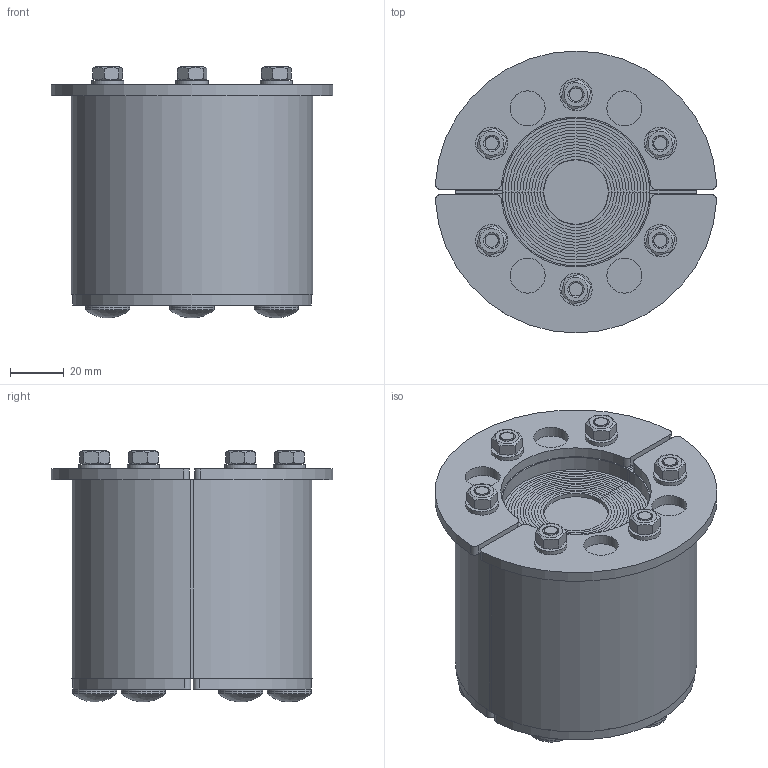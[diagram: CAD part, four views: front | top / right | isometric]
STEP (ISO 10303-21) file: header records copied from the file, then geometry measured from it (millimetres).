
FILE_DESCRIPTION((''),'2;1');
FILE_NAME('RSUG90.stp','2016-02-05T08:39:31',('se-mareng'),(''),'Autodesk Inventor 2013','Autodesk Inventor 2013','');
FILE_SCHEMA(('AUTOMOTIVE_DESIGN { 1 0 10303 214 1 1 1 1 }'));
Length unit declared in the file: millimetre
Products named in the file (11): 100-055665; 100-055666; 100-055670; 100-055669; 100-055667; 100-055668; DIN 603 M6 x 90; ISO 4032 M6; ISO 7089 6 - 140 HV; 100-006387; 100-061061
Assembly tree (33 placements, depth 3):
  100-055665
    100-055666  x2
      100-055670
      100-055669
    100-055667  x2
    100-055668  x2
    DIN 603 M6 x 90  x6
    ISO 4032 M6  x6
    ISO 7089 6 - 140 HV  x6
    100-006387  x6
    100-061061
Bounding box: 104.81 x 105 x 93.79 mm (x, y, z)
Volume: 492596.4 mm3; surface area: 330813.2 mm2
Topology: 59 solids, 59 shells, 1741 faces, 4473 edges, 2968 vertices
Faces by surface type: plane 1222, bspline 274, cylinder 185, cone 54, sphere 6
Full cylindrical faces by diameter (mm): 4.917 x6, 5.5 x6, 6 x6, 6.2 x6, 6.4 x6, 12 x6, 13 x4, 16.5 x6, 16.55 x6, 24 x1
Entity records: 25455 total; most frequent: CARTESIAN_POINT 6096, ORIENTED_EDGE 4110, DIRECTION 3337, EDGE_CURVE 2055, VECTOR 1591, LINE 1591, VERTEX_POINT 1380, EDGE_LOOP 901
